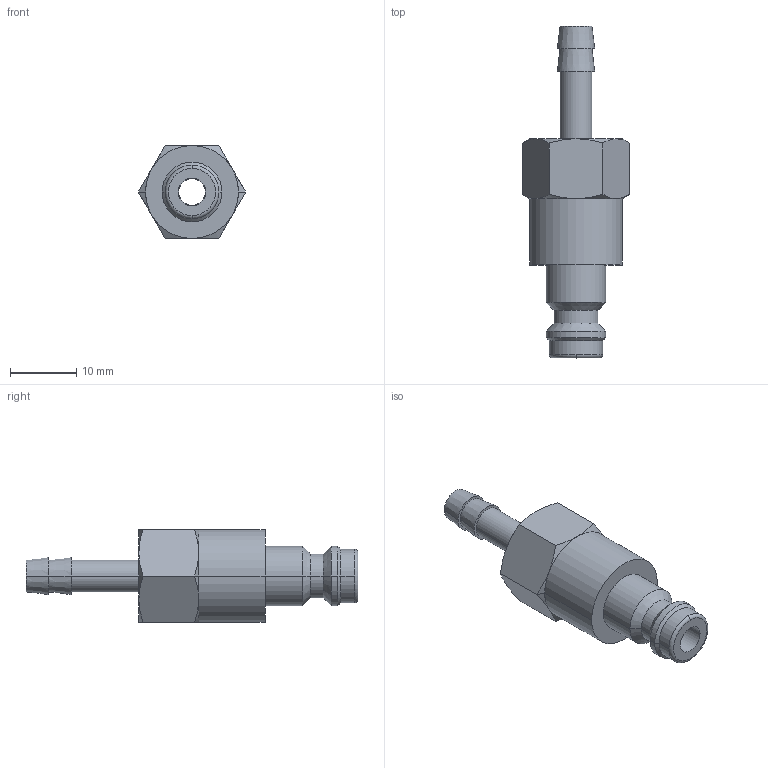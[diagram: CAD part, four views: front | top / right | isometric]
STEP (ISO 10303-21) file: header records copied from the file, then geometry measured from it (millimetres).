
FILE_DESCRIPTION(('STEP AP214'),'1');
FILE_NAME('esmn_4_sab.stp','2020-03-05T08:33:06',('TraceParts'),('TraceParts S.A.'),'Spatial InterOp 3D',' ',' ');
FILE_SCHEMA(('automotive_design'));
Length unit declared in the file: millimetre
Products named in the file (1): 1
Bounding box: 16.17 x 50 x 14 mm (x, y, z)
Volume: 3503.7 mm3; surface area: 2468.1 mm2
Topology: 1 solids, 1 shells, 58 faces, 123 edges, 73 vertices
Faces by surface type: cone 26, cylinder 16, plane 14, torus 2
Entity records: 2062 total; most frequent: CARTESIAN_POINT 351, DIRECTION 280, ORIENTED_EDGE 246, EDGE_CURVE 123, AXIS2_PLACEMENT_3D 122, VERTEX_POINT 73, EDGE_LOOP 66, CIRCLE 63
